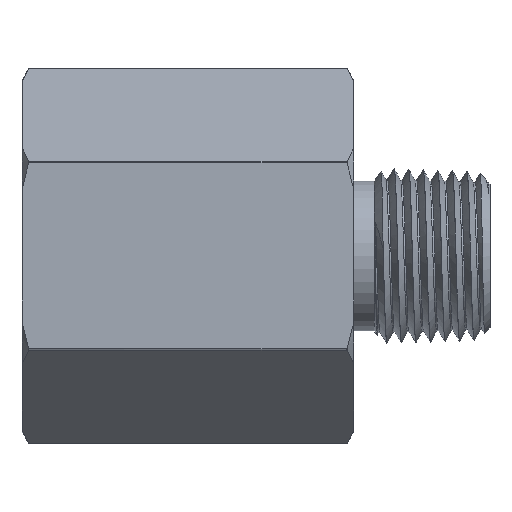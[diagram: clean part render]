
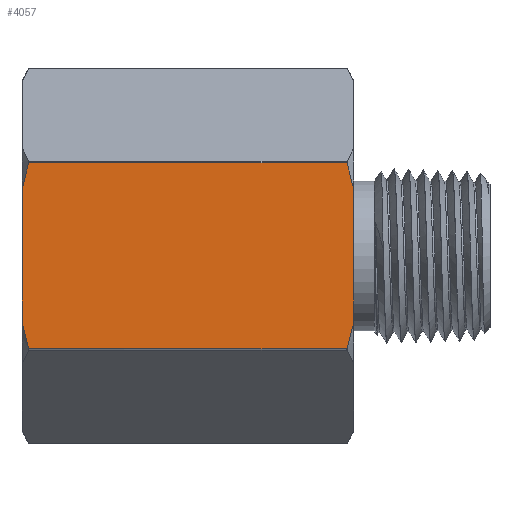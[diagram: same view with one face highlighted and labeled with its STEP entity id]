
A CAD part, top view. The second image highlights one B-rep face of the part: STEP entity #4057.
In plain terms, the highlighted planar face has unit normal (0, 0, 1).
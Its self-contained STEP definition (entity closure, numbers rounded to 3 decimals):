
#130=DIRECTION('',(0.,-1.,0.));
#131=VECTOR('',#130,12.972);
#132=CARTESIAN_POINT('',(0.,6.486,15.9));
#133=LINE('',#132,#131);
#225=CARTESIAN_POINT('',(0.653,9.064,15.9));
#275=CARTESIAN_POINT('',(0.653,-9.064,15.9));
#457=DIRECTION('',(-1.,0.,0.));
#458=VECTOR('',#457,31.095);
#459=CARTESIAN_POINT('',(31.747,9.064,15.9));
#460=LINE('',#459,#458);
#461=CARTESIAN_POINT('',(32.4,6.486,15.9));
#462=CARTESIAN_POINT('',(32.339,6.768,15.9));
#463=CARTESIAN_POINT('',(32.208,7.334,15.9));
#464=CARTESIAN_POINT('',(31.991,8.191,15.9));
#465=CARTESIAN_POINT('',(31.831,8.772,15.9));
#466=CARTESIAN_POINT('',(31.747,9.064,15.9));
#468=CARTESIAN_POINT('',(31.747,-9.064,15.9));
#469=CARTESIAN_POINT('',(31.831,-8.771,15.9));
#470=CARTESIAN_POINT('',(31.991,-8.19,15.9));
#471=CARTESIAN_POINT('',(32.208,-7.333,15.9));
#472=CARTESIAN_POINT('',(32.339,-6.767,15.9));
#473=CARTESIAN_POINT('',(32.4,-6.486,15.9));
#475=DIRECTION('',(-1.,0.,0.));
#476=VECTOR('',#475,31.095);
#477=CARTESIAN_POINT('',(31.747,-9.064,15.9));
#478=LINE('',#477,#476);
#479=CARTESIAN_POINT('',(0.653,-9.064,15.9));
#480=CARTESIAN_POINT('',(0.569,-8.771,15.9));
#481=CARTESIAN_POINT('',(0.409,-8.19,15.9));
#482=CARTESIAN_POINT('',(0.192,-7.333,15.9));
#483=CARTESIAN_POINT('',(0.061,-6.767,15.9));
#484=CARTESIAN_POINT('',(0.,-6.486,15.9));
#486=CARTESIAN_POINT('',(0.,6.486,15.9));
#487=CARTESIAN_POINT('',(0.061,6.768,15.9));
#488=CARTESIAN_POINT('',(0.192,7.334,15.9));
#489=CARTESIAN_POINT('',(0.409,8.191,15.9));
#490=CARTESIAN_POINT('',(0.569,8.772,15.9));
#491=CARTESIAN_POINT('',(0.653,9.064,15.9));
#498=CARTESIAN_POINT('',(31.747,9.064,15.9));
#576=DIRECTION('',(0.,-1.,0.));
#577=VECTOR('',#576,12.972);
#578=CARTESIAN_POINT('',(32.4,6.486,15.9));
#579=LINE('',#578,#577);
#3519=CARTESIAN_POINT('',(0.,-6.486,15.9));
#3521=VERTEX_POINT('',#3519);
#3522=CARTESIAN_POINT('',(0.,6.486,15.9));
#3524=VERTEX_POINT('',#3522);
#3535=CARTESIAN_POINT('',(32.4,-6.486,15.9));
#3537=VERTEX_POINT('',#3535);
#3538=CARTESIAN_POINT('',(32.4,6.486,15.9));
#3540=VERTEX_POINT('',#3538);
#3558=VERTEX_POINT('',#225);
#3562=VERTEX_POINT('',#498);
#3584=VERTEX_POINT('',#275);
#3585=CARTESIAN_POINT('',(31.747,-9.064,15.9));
#3586=VERTEX_POINT('',#3585);
#4039=CARTESIAN_POINT('',(0.,9.18,15.9));
#4040=DIRECTION('',(0.,0.,1.));
#4041=DIRECTION('',(0.,-1.,0.));
#4042=AXIS2_PLACEMENT_3D('',#4039,#4040,#4041);
#4043=PLANE('',#4042);
#4044=ORIENTED_EDGE('',*,*,#3864,.F.);
#4046=ORIENTED_EDGE('',*,*,#4045,.F.);
#4048=ORIENTED_EDGE('',*,*,#4047,.T.);
#4050=ORIENTED_EDGE('',*,*,#4049,.F.);
#4051=ORIENTED_EDGE('',*,*,#4031,.T.);
#4052=ORIENTED_EDGE('',*,*,#3849,.T.);
#4053=ORIENTED_EDGE('',*,*,#3733,.F.);
#4054=ORIENTED_EDGE('',*,*,#3771,.T.);
#4055=EDGE_LOOP('',(#4044,#4046,#4048,#4050,#4051,#4052,#4053,#4054));
#4056=FACE_OUTER_BOUND('',#4055,.F.);
#467=B_SPLINE_CURVE_WITH_KNOTS('',3,(#461,#462,#463,#464,#465,#466),
.UNSPECIFIED.,.F.,.F.,(4,1,1,4),(0.,0.333,0.667,1.),
.UNSPECIFIED.);
#474=B_SPLINE_CURVE_WITH_KNOTS('',3,(#468,#469,#470,#471,#472,#473),
.UNSPECIFIED.,.F.,.F.,(4,1,1,4),(0.,0.333,0.667,1.),
.UNSPECIFIED.);
#485=B_SPLINE_CURVE_WITH_KNOTS('',3,(#479,#480,#481,#482,#483,#484),
.UNSPECIFIED.,.F.,.F.,(4,1,1,4),(0.,0.333,0.667,1.),
.UNSPECIFIED.);
#492=B_SPLINE_CURVE_WITH_KNOTS('',3,(#486,#487,#488,#489,#490,#491),
.UNSPECIFIED.,.F.,.F.,(4,1,1,4),(0.,0.333,0.667,1.),
.UNSPECIFIED.);
#3733=EDGE_CURVE('',#3524,#3521,#133,.T.);
#3771=EDGE_CURVE('',#3524,#3558,#492,.T.);
#3849=EDGE_CURVE('',#3584,#3521,#485,.T.);
#3864=EDGE_CURVE('',#3562,#3558,#460,.T.);
#4031=EDGE_CURVE('',#3586,#3584,#478,.T.);
#4045=EDGE_CURVE('',#3540,#3562,#467,.T.);
#4047=EDGE_CURVE('',#3540,#3537,#579,.T.);
#4049=EDGE_CURVE('',#3586,#3537,#474,.T.);
#4057=ADVANCED_FACE('',(#4056),#4043,.T.);
